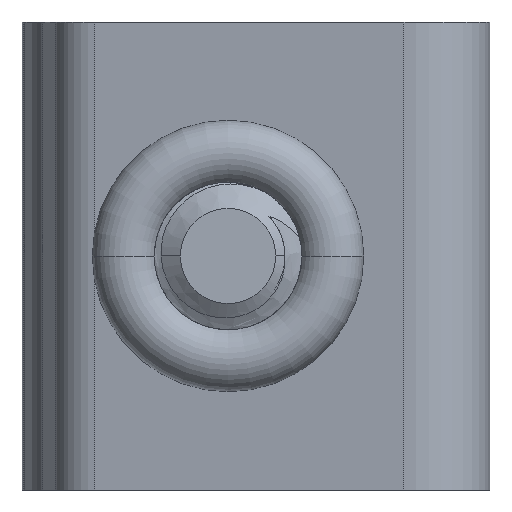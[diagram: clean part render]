
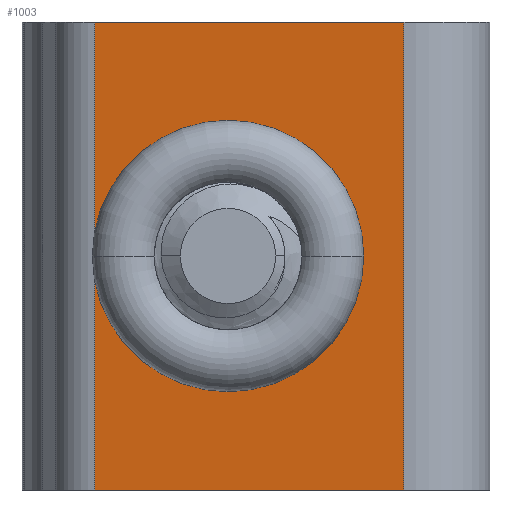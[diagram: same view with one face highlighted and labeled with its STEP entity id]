
A CAD part, front view. The second image highlights one B-rep face of the part: STEP entity #1003.
In plain terms, the highlighted planar face has unit normal (-0.148, -0.989, 0).
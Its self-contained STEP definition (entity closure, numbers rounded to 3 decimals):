
#129 = EDGE_CURVE ( 'NONE', #1317, #3736, #6933, .T. ) ;
#196 = CARTESIAN_POINT ( 'NONE',  ( 6.1, -6.627, 2.261 ) ) ;
#226 = VERTEX_POINT ( 'NONE', #4258 ) ;
#303 = CARTESIAN_POINT ( 'NONE',  ( 0.563, -5.795, 2.261 ) ) ;
#464 =( BOUNDED_CURVE ( )  B_SPLINE_CURVE ( 3, ( #196, #737, #754, #4613 ),
 .UNSPECIFIED., .F., .F. ) 
 B_SPLINE_CURVE_WITH_KNOTS ( ( 4, 4 ),
 ( 1.571, 4.712 ),
 .UNSPECIFIED. ) 
 CURVE ( )  GEOMETRIC_REPRESENTATION_ITEM ( )  RATIONAL_B_SPLINE_CURVE ( ( 1., 0.333, 0.333, 1. ) ) 
 REPRESENTATION_ITEM ( '' )  );
#715 = ORIENTED_EDGE ( 'NONE', *, *, #6709, .F. ) ;
#737 = CARTESIAN_POINT ( 'NONE',  ( 10.621, -7.306, 2.261 ) ) ;
#754 = CARTESIAN_POINT ( 'NONE',  ( 10.621, -7.306, -2.261 ) ) ;
#870 = ORIENTED_EDGE ( 'NONE', *, *, #3829, .T. ) ;
#944 = ORIENTED_EDGE ( 'NONE', *, *, #5254, .T. ) ;
#1003 = ADVANCED_FACE ( 'NONE', ( #1558, #4319 ), #4994, .F. ) ;
#1048 = CARTESIAN_POINT ( 'NONE',  ( 10.366, -7.267, 6.35 ) ) ;
#1121 = CARTESIAN_POINT ( 'NONE',  ( 6.1, -6.627, 2.261 ) ) ;
#1138 = DIRECTION ( 'NONE',  ( 0.148, 0.989, 0. ) ) ;
#1176 = LINE ( 'NONE', #1048, #5389 ) ;
#1184 = EDGE_CURVE ( 'NONE', #3736, #6828, #1390, .T. ) ;
#1302 = VECTOR ( 'NONE', #6271, 1000. ) ;
#1317 = VERTEX_POINT ( 'NONE', #6094 ) ;
#1390 = LINE ( 'NONE', #2929, #3803 ) ;
#1424 = AXIS2_PLACEMENT_3D ( 'NONE', #6153, #1138, #4438 ) ;
#1510 = EDGE_CURVE ( 'NONE', #6942, #2733, #7011, .T. ) ;
#1558 = FACE_BOUND ( 'NONE', #1614, .T. ) ;
#1563 =( BOUNDED_CURVE ( )  B_SPLINE_CURVE ( 3, ( #5264, #3064, #303, #4172 ),
 .UNSPECIFIED., .F., .F. ) 
 B_SPLINE_CURVE_WITH_KNOTS ( ( 4, 4 ),
 ( 4.712, 7.854 ),
 .UNSPECIFIED. ) 
 CURVE ( )  GEOMETRIC_REPRESENTATION_ITEM ( )  RATIONAL_B_SPLINE_CURVE ( ( 1., 0.333, 0.333, 1. ) ) 
 REPRESENTATION_ITEM ( '' )  );
#1614 = EDGE_LOOP ( 'NONE', ( #870, #944, #5502, #1744 ) ) ;
#1723 = CARTESIAN_POINT ( 'NONE',  ( 1.981, -6.008, 6.35 ) ) ;
#1744 = ORIENTED_EDGE ( 'NONE', *, *, #6295, .T. ) ;
#1801 = EDGE_LOOP ( 'NONE', ( #6753, #715, #2504, #6476 ) ) ;
#2037 = VERTEX_POINT ( 'NONE', #1121 ) ;
#2076 = VERTEX_POINT ( 'NONE', #3132 ) ;
#2311 = DIRECTION ( 'NONE',  ( 0., 0., -1. ) ) ;
#2394 = CARTESIAN_POINT ( 'NONE',  ( 10.366, -7.267, 2.261 ) ) ;
#2494 = VECTOR ( 'NONE', #3935, 1000. ) ;
#2504 = ORIENTED_EDGE ( 'NONE', *, *, #5479, .F. ) ;
#2618 = CARTESIAN_POINT ( 'NONE',  ( 6.1, -6.627, -2.261 ) ) ;
#2733 = VERTEX_POINT ( 'NONE', #4426 ) ;
#2929 = CARTESIAN_POINT ( 'NONE',  ( 10.366, -7.267, -6.35 ) ) ;
#2964 = CARTESIAN_POINT ( 'NONE',  ( 10.366, -7.267, -2.261 ) ) ;
#3064 = CARTESIAN_POINT ( 'NONE',  ( 0.563, -5.795, -2.261 ) ) ;
#3132 = CARTESIAN_POINT ( 'NONE',  ( 10.366, -7.267, 6.35 ) ) ;
#3278 = DIRECTION ( 'NONE',  ( 0.989, -0.148, 0. ) ) ;
#3736 = VERTEX_POINT ( 'NONE', #6164 ) ;
#3803 = VECTOR ( 'NONE', #3278, 1000. ) ;
#3829 = EDGE_CURVE ( 'NONE', #226, #2037, #4013, .T. ) ;
#3935 = DIRECTION ( 'NONE',  ( 0., 0., -1. ) ) ;
#4013 = LINE ( 'NONE', #2394, #6602 ) ;
#4079 = DIRECTION ( 'NONE',  ( 0.989, -0.148, 0. ) ) ;
#4172 = CARTESIAN_POINT ( 'NONE',  ( 5.084, -6.474, 2.261 ) ) ;
#4258 = CARTESIAN_POINT ( 'NONE',  ( 5.084, -6.474, 2.261 ) ) ;
#4319 = FACE_OUTER_BOUND ( 'NONE', #1801, .T. ) ;
#4426 = CARTESIAN_POINT ( 'NONE',  ( 5.084, -6.474, -2.261 ) ) ;
#4438 = DIRECTION ( 'NONE',  ( -0.989, 0.148, 0. ) ) ;
#4609 = CARTESIAN_POINT ( 'NONE',  ( 10.366, -7.267, -6.35 ) ) ;
#4613 = CARTESIAN_POINT ( 'NONE',  ( 6.1, -6.627, -2.261 ) ) ;
#4994 = PLANE ( 'NONE',  #1424 ) ;
#5076 = CARTESIAN_POINT ( 'NONE',  ( 10.366, -7.267, 6.35 ) ) ;
#5254 = EDGE_CURVE ( 'NONE', #2037, #6942, #464, .T. ) ;
#5264 = CARTESIAN_POINT ( 'NONE',  ( 5.084, -6.474, -2.261 ) ) ;
#5389 = VECTOR ( 'NONE', #5452, 1000. ) ;
#5452 = DIRECTION ( 'NONE',  ( 0.989, -0.148, 0. ) ) ;
#5479 = EDGE_CURVE ( 'NONE', #1317, #2076, #1176, .T. ) ;
#5502 = ORIENTED_EDGE ( 'NONE', *, *, #1510, .T. ) ;
#5927 = VECTOR ( 'NONE', #2311, 1000. ) ;
#6094 = CARTESIAN_POINT ( 'NONE',  ( 1.981, -6.008, 6.35 ) ) ;
#6153 = CARTESIAN_POINT ( 'NONE',  ( 10.366, -7.267, 6.35 ) ) ;
#6164 = CARTESIAN_POINT ( 'NONE',  ( 1.981, -6.008, -6.35 ) ) ;
#6268 = LINE ( 'NONE', #5076, #5927 ) ;
#6271 = DIRECTION ( 'NONE',  ( -0.989, 0.148, 0. ) ) ;
#6295 = EDGE_CURVE ( 'NONE', #2733, #226, #1563, .T. ) ;
#6476 = ORIENTED_EDGE ( 'NONE', *, *, #129, .T. ) ;
#6602 = VECTOR ( 'NONE', #4079, 1000. ) ;
#6709 = EDGE_CURVE ( 'NONE', #2076, #6828, #6268, .T. ) ;
#6753 = ORIENTED_EDGE ( 'NONE', *, *, #1184, .T. ) ;
#6828 = VERTEX_POINT ( 'NONE', #4609 ) ;
#6933 = LINE ( 'NONE', #1723, #2494 ) ;
#6942 = VERTEX_POINT ( 'NONE', #2618 ) ;
#7011 = LINE ( 'NONE', #2964, #1302 ) ;
